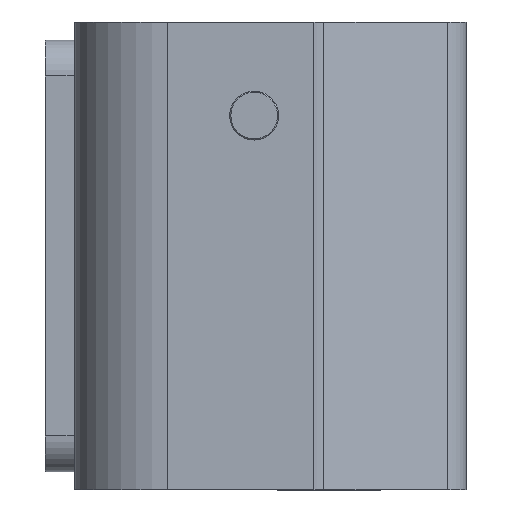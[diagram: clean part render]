
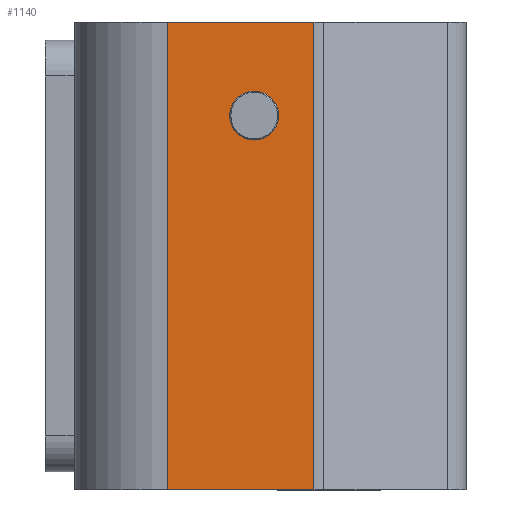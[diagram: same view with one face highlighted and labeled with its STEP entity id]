
A CAD part, left-side view. The second image highlights one B-rep face of the part: STEP entity #1140.
In plain terms, the highlighted planar face has unit normal (-1, 0, 0).
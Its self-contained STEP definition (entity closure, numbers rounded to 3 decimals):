
#23 = EDGE_CURVE ( 'NONE', #2070, #1327, #1382, .T. ) ;
#92 = CARTESIAN_POINT ( 'NONE',  ( -29.75, -54.5, 32.5 ) ) ;
#227 = ORIENTED_EDGE ( 'NONE', *, *, #2398, .F. ) ;
#345 = CARTESIAN_POINT ( 'NONE',  ( -29.75, -17., 32.5 ) ) ;
#386 = DIRECTION ( 'NONE',  ( -1., 0., 0. ) ) ;
#438 = DIRECTION ( 'NONE',  ( 0., -1., 0. ) ) ;
#471 = CARTESIAN_POINT ( 'NONE',  ( -29.75, -17., 32.5 ) ) ;
#640 = LINE ( 'NONE', #471, #1110 ) ;
#667 = CARTESIAN_POINT ( 'NONE',  ( -29.75, -17., 32.5 ) ) ;
#703 = LINE ( 'NONE', #92, #921 ) ;
#723 = PLANE ( 'NONE',  #1900 ) ;
#784 = CARTESIAN_POINT ( 'NONE',  ( -29.75, -37.295, 32.5 ) ) ;
#811 = VERTEX_POINT ( 'NONE', #667 ) ;
#838 = CARTESIAN_POINT ( 'NONE',  ( -29.75, -37.295, -32.5 ) ) ;
#921 = VECTOR ( 'NONE', #1347, 1000. ) ;
#936 = ORIENTED_EDGE ( 'NONE', *, *, #23, .F. ) ;
#944 = DIRECTION ( 'NONE',  ( 0., 1., 0. ) ) ;
#1063 = EDGE_CURVE ( 'NONE', #1327, #2070, #1268, .T. ) ;
#1072 = ORIENTED_EDGE ( 'NONE', *, *, #2452, .F. ) ;
#1080 = CARTESIAN_POINT ( 'NONE',  ( -29.75, -32.4, 19.5 ) ) ;
#1091 = CARTESIAN_POINT ( 'NONE',  ( -29.75, -17., -32.5 ) ) ;
#1110 = VECTOR ( 'NONE', #1272, 1000. ) ;
#1140 = ADVANCED_FACE ( 'NONE', ( #2539, #1352 ), #723, .F. ) ;
#1142 = DIRECTION ( 'NONE',  ( 1., 0., 0. ) ) ;
#1244 = VECTOR ( 'NONE', #1464, 1000. ) ;
#1268 = CIRCLE ( 'NONE', #1355, 3.4 ) ;
#1272 = DIRECTION ( 'NONE',  ( 0., 0., 1. ) ) ;
#1274 = EDGE_LOOP ( 'NONE', ( #936, #1782 ) ) ;
#1321 = ORIENTED_EDGE ( 'NONE', *, *, #2520, .T. ) ;
#1327 = VERTEX_POINT ( 'NONE', #1080 ) ;
#1347 = DIRECTION ( 'NONE',  ( 0., -1., 0. ) ) ;
#1352 = FACE_BOUND ( 'NONE', #1274, .T. ) ;
#1355 = AXIS2_PLACEMENT_3D ( 'NONE', #2335, #386, #1526 ) ;
#1382 = CIRCLE ( 'NONE', #1507, 3.4 ) ;
#1389 = EDGE_CURVE ( 'NONE', #811, #2091, #703, .T. ) ;
#1443 = LINE ( 'NONE', #2247, #2359 ) ;
#1464 = DIRECTION ( 'NONE',  ( 0., 0., -1. ) ) ;
#1507 = AXIS2_PLACEMENT_3D ( 'NONE', #2475, #1670, #2028 ) ;
#1526 = DIRECTION ( 'NONE',  ( 0., 1., 0. ) ) ;
#1563 = VERTEX_POINT ( 'NONE', #838 ) ;
#1670 = DIRECTION ( 'NONE',  ( -1., 0., 0. ) ) ;
#1782 = ORIENTED_EDGE ( 'NONE', *, *, #1063, .F. ) ;
#1839 = VERTEX_POINT ( 'NONE', #1091 ) ;
#1874 = LINE ( 'NONE', #2058, #1244 ) ;
#1900 = AXIS2_PLACEMENT_3D ( 'NONE', #345, #1142, #944 ) ;
#1966 = EDGE_LOOP ( 'NONE', ( #227, #2134, #1072, #1321 ) ) ;
#2028 = DIRECTION ( 'NONE',  ( 0., 1., 0. ) ) ;
#2058 = CARTESIAN_POINT ( 'NONE',  ( -29.75, -37.295, 32.5 ) ) ;
#2070 = VERTEX_POINT ( 'NONE', #2374 ) ;
#2091 = VERTEX_POINT ( 'NONE', #784 ) ;
#2134 = ORIENTED_EDGE ( 'NONE', *, *, #1389, .F. ) ;
#2247 = CARTESIAN_POINT ( 'NONE',  ( -29.75, -54.5, -32.5 ) ) ;
#2335 = CARTESIAN_POINT ( 'NONE',  ( -29.75, -29., 19.5 ) ) ;
#2359 = VECTOR ( 'NONE', #438, 1000. ) ;
#2374 = CARTESIAN_POINT ( 'NONE',  ( -29.75, -25.6, 19.5 ) ) ;
#2398 = EDGE_CURVE ( 'NONE', #2091, #1563, #1874, .T. ) ;
#2452 = EDGE_CURVE ( 'NONE', #1839, #811, #640, .T. ) ;
#2475 = CARTESIAN_POINT ( 'NONE',  ( -29.75, -29., 19.5 ) ) ;
#2520 = EDGE_CURVE ( 'NONE', #1839, #1563, #1443, .T. ) ;
#2539 = FACE_OUTER_BOUND ( 'NONE', #1966, .T. ) ;
